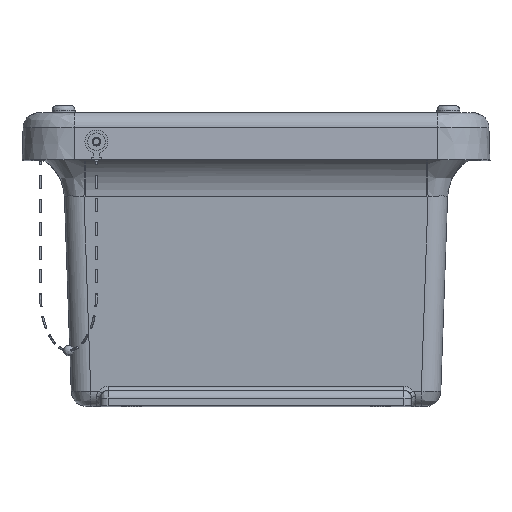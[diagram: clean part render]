
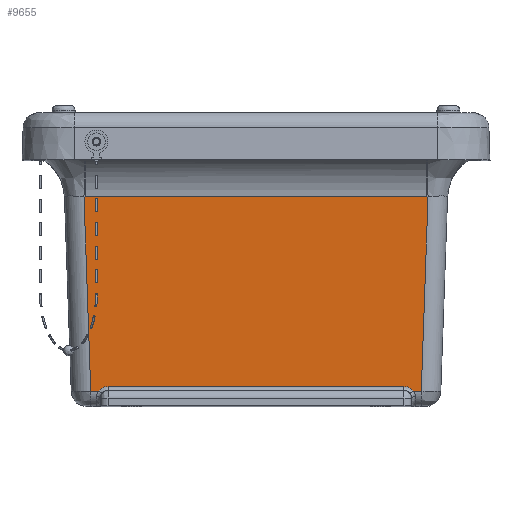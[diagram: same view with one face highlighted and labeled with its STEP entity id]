
A CAD part, top view. The second image highlights one B-rep face of the part: STEP entity #9655.
In plain terms, the highlighted planar face has unit normal (0, -0.035, 0.999).
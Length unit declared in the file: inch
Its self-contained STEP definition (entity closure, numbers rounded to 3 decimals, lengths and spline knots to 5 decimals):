
#113 = ORIENTED_EDGE ( 'NONE', *, *, #17964, .T. ) ;
#196 = B_SPLINE_CURVE_WITH_KNOTS ( 'NONE', 3,
 ( #19132, #22162, #13661, #14137 ),
 .UNSPECIFIED., .F., .F.,
 ( 4, 4 ),
 ( 0., 1. ),
 .UNSPECIFIED. ) ;
#236 = CARTESIAN_POINT ( 'NONE',  ( -2.42434, 0.30862, 2.97873 ) ) ;
#447 = CARTESIAN_POINT ( 'NONE',  ( 1.4812, 0.24128, 2.97638 ) ) ;
#753 = VERTEX_POINT ( 'NONE', #24693 ) ;
#765 = ORIENTED_EDGE ( 'NONE', *, *, #17852, .T. ) ;
#844 = CARTESIAN_POINT ( 'NONE',  ( 2.76598, 3.36158, 3.08534 ) ) ;
#1123 = CARTESIAN_POINT ( 'NONE',  ( 2.4849, 0.27981, 2.97772 ) ) ;
#1349 = CARTESIAN_POINT ( 'NONE',  ( 2.38213, 0.3152, 2.97896 ) ) ;
#2232 = B_SPLINE_CURVE_WITH_KNOTS ( 'NONE', 3,
 ( #20647, #4089, #6582, #844 ),
 .UNSPECIFIED., .F., .F.,
 ( 4, 4 ),
 ( 0., 1. ),
 .UNSPECIFIED. ) ;
#2394 = VECTOR ( 'NONE', #13493, 39.37008 ) ;
#2859 = ORIENTED_EDGE ( 'NONE', *, *, #35731, .F. ) ;
#2901 = CARTESIAN_POINT ( 'NONE',  ( -2.50038, 0.26729, 2.97728 ) ) ;
#3570 = AXIS2_PLACEMENT_3D ( 'NONE', #27562, #5773, #16537 ) ;
#3671 = CARTESIAN_POINT ( 'NONE',  ( 2.375, 0.3152, 2.97896 ) ) ;
#3898 = CARTESIAN_POINT ( 'NONE',  ( 2.49361, 0.27307, 2.97749 ) ) ;
#3906 = ORIENTED_EDGE ( 'NONE', *, *, #20221, .T. ) ;
#4089 = CARTESIAN_POINT ( 'NONE',  ( 2.75236, 3.36144, 3.08533 ) ) ;
#5611 = VERTEX_POINT ( 'NONE', #31349 ) ;
#5626 = CARTESIAN_POINT ( 'NONE',  ( -2.38927, 0.3152, 2.97896 ) ) ;
#5773 = DIRECTION ( 'NONE',  ( 0., -0.035, 0.999 ) ) ;
#5874 = CARTESIAN_POINT ( 'NONE',  ( -2.76598, 3.36158, 3.08534 ) ) ;
#6131 = CARTESIAN_POINT ( 'NONE',  ( -2.52443, 0.24128, 2.97638 ) ) ;
#6582 = CARTESIAN_POINT ( 'NONE',  ( 2.75917, 3.36149, 3.08534 ) ) ;
#7174 = CARTESIAN_POINT ( 'NONE',  ( -2.74555, 3.36144, 3.08533 ) ) ;
#7520 = B_SPLINE_CURVE_WITH_KNOTS ( 'NONE', 3,
 ( #3671, #1349, #12051, #34570, #9276, #14837, #34209, #28523, #25968, #17631, #23087, #1123, #31800, #9397, #3898, #34449, #14964, #15083 ),
 .UNSPECIFIED., .F., .F.,
 ( 4, 1, 1, 2, 2, 2, 1, 1, 2, 2, 4 ),
 ( 0., 0.125, 0.1875, 0.21875, 0.25, 0.5, 0.625, 0.6875, 0.71875, 0.75, 1. ),
 .UNSPECIFIED. ) ;
#7844 = LINE ( 'NONE', #18177, #13450 ) ;
#8381 = DIRECTION ( 'NONE',  ( -1., 0., 0. ) ) ;
#8732 = CARTESIAN_POINT ( 'NONE',  ( 1.4812, 0.24128, 2.97638 ) ) ;
#8785 = LINE ( 'NONE', #447, #30892 ) ;
#9276 = CARTESIAN_POINT ( 'NONE',  ( 2.41028, 0.31187, 2.97884 ) ) ;
#9397 = CARTESIAN_POINT ( 'NONE',  ( 2.49214, 0.27425, 2.97753 ) ) ;
#9655 = ADVANCED_FACE ( 'NONE', ( #16986 ), #35778, .T. ) ;
#9665 = CARTESIAN_POINT ( 'NONE',  ( 2.52443, 0.24128, 2.97638 ) ) ;
#10011 = ORIENTED_EDGE ( 'NONE', *, *, #21181, .F. ) ;
#10720 = CARTESIAN_POINT ( 'NONE',  ( 2.9624, 0.3152, 2.97896 ) ) ;
#10969 = EDGE_CURVE ( 'NONE', #17467, #13709, #7520, .T. ) ;
#10975 = LINE ( 'NONE', #10720, #2394 ) ;
#11272 = CARTESIAN_POINT ( 'NONE',  ( -2.4518, 0.29895, 2.97839 ) ) ;
#11426 = ORIENTED_EDGE ( 'NONE', *, *, #10969, .T. ) ;
#11925 = B_SPLINE_CURVE_WITH_KNOTS ( 'NONE', 3,
 ( #25334, #25211, #25453, #19776, #2901, #33689, #24999, #14187, #28218, #11272, #33457, #30663, #236, #19533, #30430, #16854, #5626, #33231 ),
 .UNSPECIFIED., .F., .F.,
 ( 4, 1, 1, 2, 2, 2, 1, 1, 2, 2, 4 ),
 ( 0., 0.125, 0.1875, 0.21875, 0.25, 0.5, 0.625, 0.6875, 0.71875, 0.75, 1. ),
 .UNSPECIFIED. ) ;
#12051 = CARTESIAN_POINT ( 'NONE',  ( 2.39275, 0.3146, 2.97894 ) ) ;
#12869 = LINE ( 'NONE', #29699, #32836 ) ;
#13450 = VECTOR ( 'NONE', #23614, 39.37008 ) ;
#13493 = DIRECTION ( 'NONE',  ( 1., 0., 0. ) ) ;
#13661 = CARTESIAN_POINT ( 'NONE',  ( -2.75236, 3.36144, 3.08533 ) ) ;
#13709 = VERTEX_POINT ( 'NONE', #9665 ) ;
#14137 = CARTESIAN_POINT ( 'NONE',  ( -2.74555, 3.36144, 3.08533 ) ) ;
#14187 = CARTESIAN_POINT ( 'NONE',  ( -2.48371, 0.28128, 2.97777 ) ) ;
#14195 = EDGE_CURVE ( 'NONE', #753, #27495, #2232, .T. ) ;
#14528 = VERTEX_POINT ( 'NONE', #35478 ) ;
#14837 = CARTESIAN_POINT ( 'NONE',  ( 2.41376, 0.31117, 2.97882 ) ) ;
#14964 = CARTESIAN_POINT ( 'NONE',  ( 2.51578, 0.25262, 2.97677 ) ) ;
#15083 = CARTESIAN_POINT ( 'NONE',  ( 2.52443, 0.24128, 2.97638 ) ) ;
#15264 = CARTESIAN_POINT ( 'NONE',  ( 2.76598, 3.36158, 3.08534 ) ) ;
#15937 = CARTESIAN_POINT ( 'NONE',  ( 2.375, 0.3152, 2.97896 ) ) ;
#16340 = CARTESIAN_POINT ( 'NONE',  ( 2.9624, 3.36144, 3.08533 ) ) ;
#16537 = DIRECTION ( 'NONE',  ( 0., -0.999, -0.035 ) ) ;
#16854 = CARTESIAN_POINT ( 'NONE',  ( -2.40335, 0.3136, 2.9789 ) ) ;
#16986 = FACE_OUTER_BOUND ( 'NONE', #33841, .T. ) ;
#17115 = EDGE_CURVE ( 'NONE', #33697, #27561, #196, .T. ) ;
#17467 = VERTEX_POINT ( 'NONE', #15937 ) ;
#17631 = CARTESIAN_POINT ( 'NONE',  ( 2.46492, 0.29246, 2.97816 ) ) ;
#17852 = EDGE_CURVE ( 'NONE', #33697, #14528, #12869, .T. ) ;
#17964 = EDGE_CURVE ( 'NONE', #21440, #5611, #11925, .T. ) ;
#18177 = CARTESIAN_POINT ( 'NONE',  ( 2.64536, -0.09246, 2.96472 ) ) ;
#19132 = CARTESIAN_POINT ( 'NONE',  ( -2.76598, 3.36158, 3.08534 ) ) ;
#19533 = CARTESIAN_POINT ( 'NONE',  ( -2.42081, 0.30954, 2.97876 ) ) ;
#19776 = CARTESIAN_POINT ( 'NONE',  ( -2.50434, 0.26372, 2.97716 ) ) ;
#20030 = DIRECTION ( 'NONE',  ( -1., 0., 0. ) ) ;
#20221 = EDGE_CURVE ( 'NONE', #753, #27561, #29216, .T. ) ;
#20528 = EDGE_CURVE ( 'NONE', #5611, #17467, #10975, .T. ) ;
#20647 = CARTESIAN_POINT ( 'NONE',  ( 2.74555, 3.36144, 3.08533 ) ) ;
#20991 = CARTESIAN_POINT ( 'NONE',  ( 2.65702, 0.24128, 2.97638 ) ) ;
#21181 = EDGE_CURVE ( 'NONE', #27495, #21959, #7844, .T. ) ;
#21440 = VERTEX_POINT ( 'NONE', #6131 ) ;
#21959 = VERTEX_POINT ( 'NONE', #20991 ) ;
#22162 = CARTESIAN_POINT ( 'NONE',  ( -2.75917, 3.36149, 3.08534 ) ) ;
#23087 = CARTESIAN_POINT ( 'NONE',  ( 2.47442, 0.28706, 2.97797 ) ) ;
#23614 = DIRECTION ( 'NONE',  ( -0.035, -0.999, -0.035 ) ) ;
#23945 = VECTOR ( 'NONE', #20030, 39.37008 ) ;
#24693 = CARTESIAN_POINT ( 'NONE',  ( 2.74555, 3.36144, 3.08533 ) ) ;
#24999 = CARTESIAN_POINT ( 'NONE',  ( -2.49639, 0.27077, 2.97741 ) ) ;
#25211 = CARTESIAN_POINT ( 'NONE',  ( -2.52011, 0.24694, 2.97657 ) ) ;
#25334 = CARTESIAN_POINT ( 'NONE',  ( -2.52443, 0.24128, 2.97638 ) ) ;
#25453 = CARTESIAN_POINT ( 'NONE',  ( -2.51318, 0.25502, 2.97686 ) ) ;
#25968 = CARTESIAN_POINT ( 'NONE',  ( 2.44524, 0.3022, 2.9785 ) ) ;
#26771 = DIRECTION ( 'NONE',  ( 0.035, -0.999, -0.035 ) ) ;
#27414 = ORIENTED_EDGE ( 'NONE', *, *, #14195, .F. ) ;
#27495 = VERTEX_POINT ( 'NONE', #15264 ) ;
#27561 = VERTEX_POINT ( 'NONE', #7174 ) ;
#27562 = CARTESIAN_POINT ( 'NONE',  ( 2.9624, 0., 2.96795 ) ) ;
#28028 = ORIENTED_EDGE ( 'NONE', *, *, #17115, .F. ) ;
#28218 = CARTESIAN_POINT ( 'NONE',  ( -2.47148, 0.28921, 2.97805 ) ) ;
#28523 = CARTESIAN_POINT ( 'NONE',  ( 2.43151, 0.3071, 2.97867 ) ) ;
#28762 = VECTOR ( 'NONE', #30512, 39.37008 ) ;
#29216 = LINE ( 'NONE', #16340, #28762 ) ;
#29699 = CARTESIAN_POINT ( 'NONE',  ( -2.76598, 3.36158, 3.08534 ) ) ;
#29994 = ORIENTED_EDGE ( 'NONE', *, *, #20528, .T. ) ;
#30430 = CARTESIAN_POINT ( 'NONE',  ( -2.41898, 0.30999, 2.97878 ) ) ;
#30454 = LINE ( 'NONE', #8732, #23945 ) ;
#30512 = DIRECTION ( 'NONE',  ( -1., 0., 0. ) ) ;
#30663 = CARTESIAN_POINT ( 'NONE',  ( -2.42962, 0.30716, 2.97868 ) ) ;
#30892 = VECTOR ( 'NONE', #8381, 39.37008 ) ;
#30976 = ORIENTED_EDGE ( 'NONE', *, *, #32714, .F. ) ;
#31349 = CARTESIAN_POINT ( 'NONE',  ( -2.375, 0.3152, 2.97896 ) ) ;
#31800 = CARTESIAN_POINT ( 'NONE',  ( 2.48926, 0.2765, 2.97761 ) ) ;
#32714 = EDGE_CURVE ( 'NONE', #21959, #13709, #8785, .T. ) ;
#32836 = VECTOR ( 'NONE', #26771, 39.37008 ) ;
#33231 = CARTESIAN_POINT ( 'NONE',  ( -2.375, 0.3152, 2.97896 ) ) ;
#33457 = CARTESIAN_POINT ( 'NONE',  ( -2.44174, 0.30322, 2.97854 ) ) ;
#33689 = CARTESIAN_POINT ( 'NONE',  ( -2.49771, 0.26964, 2.97737 ) ) ;
#33697 = VERTEX_POINT ( 'NONE', #5874 ) ;
#33841 = EDGE_LOOP ( 'NONE', ( #765, #2859, #113, #29994, #11426, #30976, #10011, #27414, #3906, #28028 ) ) ;
#34209 = CARTESIAN_POINT ( 'NONE',  ( 2.41546, 0.3108, 2.9788 ) ) ;
#34449 = CARTESIAN_POINT ( 'NONE',  ( 2.50596, 0.26284, 2.97713 ) ) ;
#34570 = CARTESIAN_POINT ( 'NONE',  ( 2.40504, 0.31285, 2.97887 ) ) ;
#35478 = CARTESIAN_POINT ( 'NONE',  ( -2.65702, 0.24128, 2.97638 ) ) ;
#35731 = EDGE_CURVE ( 'NONE', #21440, #14528, #30454, .T. ) ;
#35778 = PLANE ( 'NONE',  #3570 ) ;
